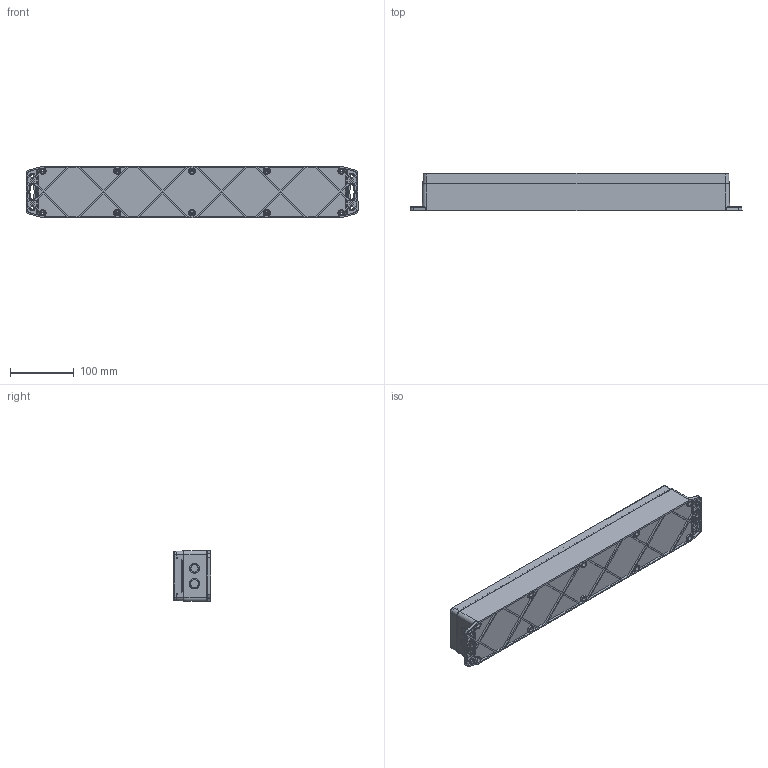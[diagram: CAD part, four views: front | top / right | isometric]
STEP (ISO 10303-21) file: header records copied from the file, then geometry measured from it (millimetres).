
FILE_DESCRIPTION (( 'STEP AP203' ), '1' );
FILE_NAME ('TC-235.STEP', '2022-11-28T10:13:06', ( '' ), ( '' ), 'SwSTEP 2.0', 'SolidWorks 2013', '' );
FILE_SCHEMA (( 'CONFIG_CONTROL_DESIGN' ));
Length unit declared in the file: millimetre
Products named in the file (3): TC-235 (bottom)_Domy˜lna; TC-235 (top)_Domy˜lna; TC-235
Assembly tree (2 placements, depth 2):
  TC-235
    TC-235 (bottom)_Domy˜lna
    TC-235 (top)_Domy˜lna
Bounding box: 519.9 x 58.2 x 80.2 mm (x, y, z)
Volume: 488244.1 mm3; surface area: 318411.6 mm2
Topology: 2 solids, 2 shells, 971 faces, 2366 edges, 1572 vertices
Faces by surface type: plane 425, cone 275, cylinder 263, bspline 8
Entity records: 29549 total; most frequent: CARTESIAN_POINT 5318, DIRECTION 5314, ORIENTED_EDGE 4732, EDGE_CURVE 2366, AXIS2_PLACEMENT_3D 2044, VERTEX_POINT 1572, VECTOR 1226, LINE 1226
